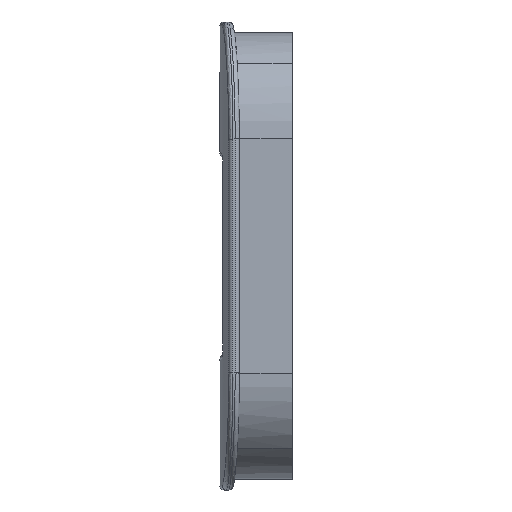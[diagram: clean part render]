
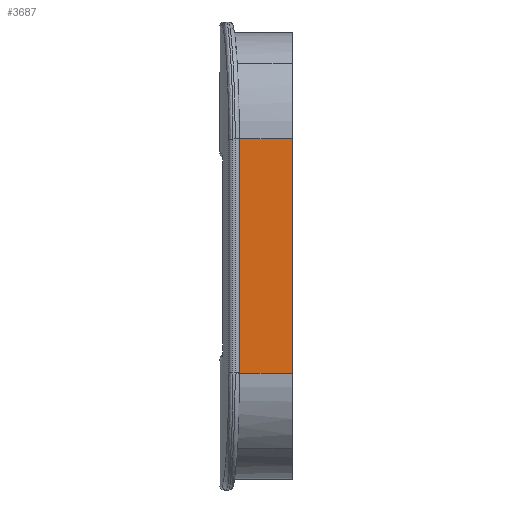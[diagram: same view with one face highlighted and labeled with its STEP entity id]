
A CAD part, left-side view. The second image highlights one B-rep face of the part: STEP entity #3687.
In plain terms, the highlighted planar face has unit normal (-1, 0, 0).
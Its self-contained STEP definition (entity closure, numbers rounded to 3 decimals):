
#3614=CARTESIAN_POINT('Vertex',(-52.5,10.523,-27.595)) ;
#3638=CARTESIAN_POINT('Vertex',(-52.5,-2.,-27.595)) ;
#3642=CARTESIAN_POINT('Control Point',(-52.5,10.523,-27.595)) ;
#3643=CARTESIAN_POINT('Control Point',(-52.5,8.018,-27.595)) ;
#3644=CARTESIAN_POINT('Control Point',(-52.5,5.514,-27.595)) ;
#3645=CARTESIAN_POINT('Control Point',(-52.5,3.009,-27.595)) ;
#3646=CARTESIAN_POINT('Control Point',(-52.5,0.505,-27.595)) ;
#3647=CARTESIAN_POINT('Control Point',(-52.5,-2.,-27.595)) ;
#3657=CARTESIAN_POINT('Axis2P3D Location',(-52.5,14.501,-27.595)) ;
#3662=CARTESIAN_POINT('Line Origine',(-52.5,10.523,0.)) ;
#3666=CARTESIAN_POINT('Vertex',(-52.5,10.523,27.595)) ;
#3669=CARTESIAN_POINT('Line Origine',(-52.5,-2.,0.)) ;
#3673=CARTESIAN_POINT('Vertex',(-52.5,-2.,27.595)) ;
#3676=CARTESIAN_POINT('Line Origine',(-52.5,4.261,27.595)) ;
#3658=DIRECTION('Axis2P3D Direction',(1.,0.,0.)) ;
#3659=DIRECTION('Axis2P3D XDirection',(0.,0.,-1.)) ;
#3663=DIRECTION('Vector Direction',(0.,0.,1.)) ;
#3670=DIRECTION('Vector Direction',(0.,0.,-1.)) ;
#3677=DIRECTION('Vector Direction',(0.,-1.,0.)) ;
#3660=AXIS2_PLACEMENT_3D('Plane Axis2P3D',#3657,#3658,#3659) ;
#3682=ORIENTED_EDGE('',*,*,#3668,.F.) ;
#3683=ORIENTED_EDGE('',*,*,#3648,.T.) ;
#3684=ORIENTED_EDGE('',*,*,#3675,.F.) ;
#3685=ORIENTED_EDGE('',*,*,#3680,.F.) ;
#3664=VECTOR('Line Direction',#3663,1.) ;
#3671=VECTOR('Line Direction',#3670,1.) ;
#3678=VECTOR('Line Direction',#3677,1.) ;
#3687=ADVANCED_FACE('Anschluss mittig',(#3686),#3661,.F.) ;
#3648=EDGE_CURVE('',#3615,#3639,#3641,.T.) ;
#3668=EDGE_CURVE('',#3615,#3667,#3665,.T.) ;
#3675=EDGE_CURVE('',#3674,#3639,#3672,.T.) ;
#3680=EDGE_CURVE('',#3667,#3674,#3679,.T.) ;
#3681=EDGE_LOOP('',(#3682,#3683,#3684,#3685)) ;
#3686=FACE_OUTER_BOUND('',#3681,.T.) ;
#3665=LINE('Line',#3662,#3664) ;
#3672=LINE('Line',#3669,#3671) ;
#3679=LINE('Line',#3676,#3678) ;
#3661=PLANE('Plane',#3660) ;
#3615=VERTEX_POINT('',#3614) ;
#3639=VERTEX_POINT('',#3638) ;
#3667=VERTEX_POINT('',#3666) ;
#3674=VERTEX_POINT('',#3673) ;
#3641=(BOUNDED_CURVE()B_SPLINE_CURVE(5,(#3642,#3643,#3644,#3645,#3646,#3647),.UNSPECIFIED.,.F.,.U.)B_SPLINE_CURVE_WITH_KNOTS((6,6),(0.589,13.112),.UNSPECIFIED.)CURVE()GEOMETRIC_REPRESENTATION_ITEM()RATIONAL_B_SPLINE_CURVE((1.,1.,1.,1.,1.,1.))REPRESENTATION_ITEM('')) ;
